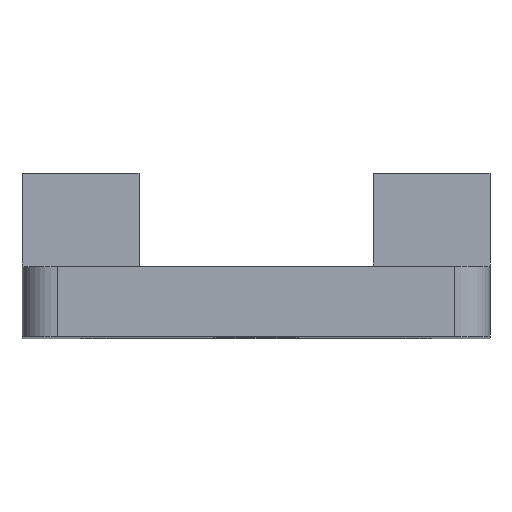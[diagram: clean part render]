
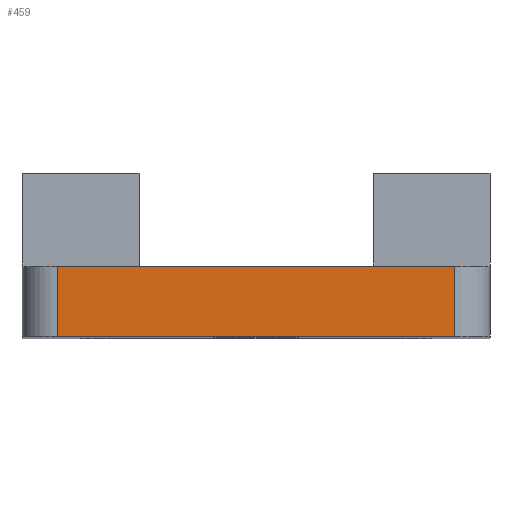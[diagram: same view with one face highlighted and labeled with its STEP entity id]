
A CAD part, top view. The second image highlights one B-rep face of the part: STEP entity #459.
In plain terms, the highlighted planar face has unit normal (0, 0, 1).
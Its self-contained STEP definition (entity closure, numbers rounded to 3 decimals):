
#30 = DIRECTION ( 'NONE',  ( 1., 0., 0. ) ) ;
#124 = LINE ( 'NONE', #960, #376 ) ;
#139 = CARTESIAN_POINT ( 'NONE',  ( 0., 3., 0. ) ) ;
#178 = EDGE_CURVE ( 'NONE', #902, #828, #808, .T. ) ;
#190 = VERTEX_POINT ( 'NONE', #680 ) ;
#217 = DIRECTION ( 'NONE',  ( -1., 0., 0. ) ) ;
#238 = PLANE ( 'NONE',  #244 ) ;
#244 = AXIS2_PLACEMENT_3D ( 'NONE', #139, #904, #217 ) ;
#247 = CARTESIAN_POINT ( 'NONE',  ( 1.5, 0., 0. ) ) ;
#295 = CARTESIAN_POINT ( 'NONE',  ( 1.5, 0., 0. ) ) ;
#311 = FACE_OUTER_BOUND ( 'NONE', #337, .T. ) ;
#323 = CARTESIAN_POINT ( 'NONE',  ( 0., 0., 0. ) ) ;
#331 = ORIENTED_EDGE ( 'NONE', *, *, #178, .T. ) ;
#337 = EDGE_LOOP ( 'NONE', ( #331, #986, #429, #691 ) ) ;
#376 = VECTOR ( 'NONE', #501, 1000. ) ;
#429 = ORIENTED_EDGE ( 'NONE', *, *, #1191, .F. ) ;
#431 = LINE ( 'NONE', #247, #874 ) ;
#459 = ADVANCED_FACE ( 'NONE', ( #311 ), #238, .F. ) ;
#501 = DIRECTION ( 'NONE',  ( 1., 0., 0. ) ) ;
#535 = EDGE_CURVE ( 'NONE', #1211, #902, #431, .T. ) ;
#569 = VECTOR ( 'NONE', #30, 1000. ) ;
#645 = VECTOR ( 'NONE', #866, 1000. ) ;
#680 = CARTESIAN_POINT ( 'NONE',  ( 18.5, 3., 0. ) ) ;
#691 = ORIENTED_EDGE ( 'NONE', *, *, #535, .T. ) ;
#709 = DIRECTION ( 'NONE',  ( 0., -1., 0. ) ) ;
#788 = CARTESIAN_POINT ( 'NONE',  ( 18.5, 3., 0. ) ) ;
#808 = LINE ( 'NONE', #323, #569 ) ;
#828 = VERTEX_POINT ( 'NONE', #976 ) ;
#850 = CARTESIAN_POINT ( 'NONE',  ( 1.5, 3., 0. ) ) ;
#866 = DIRECTION ( 'NONE',  ( 0., 1., 0. ) ) ;
#874 = VECTOR ( 'NONE', #709, 1000. ) ;
#902 = VERTEX_POINT ( 'NONE', #295 ) ;
#904 = DIRECTION ( 'NONE',  ( 0., 0., -1. ) ) ;
#907 = EDGE_CURVE ( 'NONE', #828, #190, #1054, .T. ) ;
#960 = CARTESIAN_POINT ( 'NONE',  ( 0., 3., 0. ) ) ;
#976 = CARTESIAN_POINT ( 'NONE',  ( 18.5, 0., 0. ) ) ;
#986 = ORIENTED_EDGE ( 'NONE', *, *, #907, .T. ) ;
#1054 = LINE ( 'NONE', #788, #645 ) ;
#1191 = EDGE_CURVE ( 'NONE', #1211, #190, #124, .T. ) ;
#1211 = VERTEX_POINT ( 'NONE', #850 ) ;
